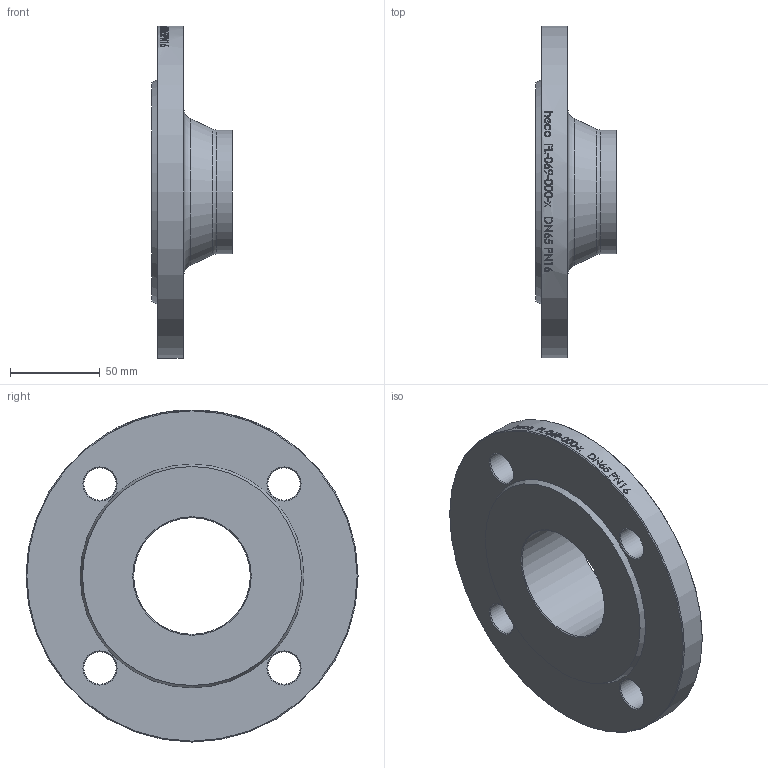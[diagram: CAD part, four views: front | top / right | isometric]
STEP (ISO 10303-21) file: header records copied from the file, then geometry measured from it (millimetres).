
FILE_DESCRIPTION (( 'STEP AP214' ), '1' );
FILE_NAME ('FL-069-000-x Vorschweissflansch DN65 PN16 metric DIN2633 2009.STEP', '2020-09-14T09:31:37', ( '' ), ( '' ), 'SwSTEP 2.0', 'SolidWorks 2019', '' );
FILE_SCHEMA (( 'AUTOMOTIVE_DESIGN' ));
Length unit declared in the file: millimetre
Products named in the file (1): FL-069-000-x Vorschweissflansch DN65 PN16 metric DIN2633 2009
Bounding box: 45 x 185 x 185 mm (x, y, z)
Volume: 391520.9 mm3; surface area: 71158.2 mm2
Topology: 1 solids, 1 shells, 62 faces, 297 edges, 275 vertices
Faces by surface type: cylinder 43, cone 13, plane 4, torus 2
Full cylindrical faces by diameter (mm): 18 x4, 65 x1, 69 x1, 185 x1
Entity records: 7649 total; most frequent: CARTESIAN_POINT 5130, ORIENTED_EDGE 538, DIRECTION 311, VERTEX_POINT 269, EDGE_CURVE 269, B_SPLINE_CURVE_WITH_KNOTS 159, AXIS2_PLACEMENT_3D 138, EDGE_LOOP 132
